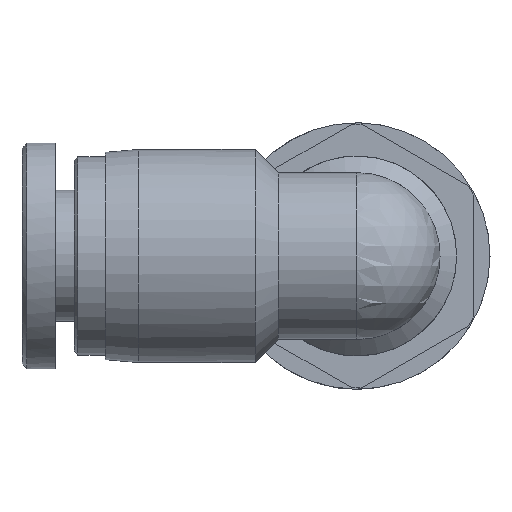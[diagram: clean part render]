
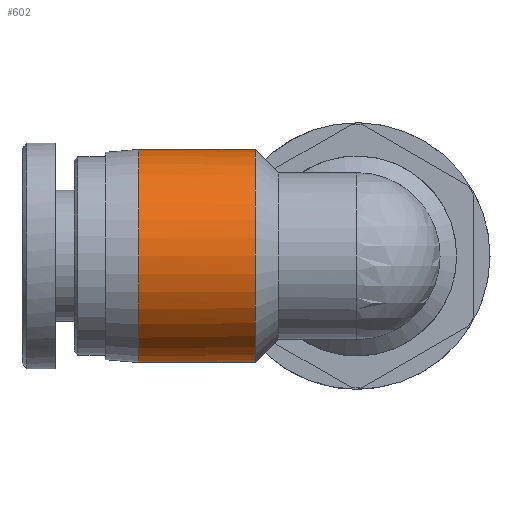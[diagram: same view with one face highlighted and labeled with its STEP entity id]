
A CAD part, left-side view. The second image highlights one B-rep face of the part: STEP entity #602.
In plain terms, the highlighted cylindrical face has radius 6.4 mm (diameter 12.8 mm), a full revolution.
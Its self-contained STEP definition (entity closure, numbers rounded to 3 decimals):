
#159=CARTESIAN_POINT('',(6.1,-6.38,-0.5));
#160=VERTEX_POINT('',#159);
#167=CARTESIAN_POINT('',(8.,-6.38,-0.5));
#168=VERTEX_POINT('',#167);
#169=CARTESIAN_POINT('',(8.,-6.38,-0.5));
#170=DIRECTION('',(-1.0,0.0,0.0));
#171=VECTOR('',#170,1.9);
#172=LINE('',#169,#171);
#173=EDGE_CURVE('',#168,#160,#172,.T.);
#238=CARTESIAN_POINT('',(8.,-6.38,0.5));
#239=VERTEX_POINT('',#238);
#240=CARTESIAN_POINT('',(8.,-6.4,0.0));
#241=VERTEX_POINT('',#240);
#242=CARTESIAN_POINT('',(8.,0.,0.0));
#243=DIRECTION('',(1.0,0.0,0.0));
#244=DIRECTION('',(0.0,1.0,0.0));
#245=AXIS2_PLACEMENT_3D('',#242,#243,#244);
#246=CIRCLE('',#245,6.4);
#247=EDGE_CURVE('',#239,#241,#246,.T.);
#271=CARTESIAN_POINT('',(8.,0.,0.0));
#272=DIRECTION('',(1.0,0.0,0.0));
#273=DIRECTION('',(0.0,1.0,0.0));
#274=AXIS2_PLACEMENT_3D('',#271,#272,#273);
#275=CIRCLE('',#274,6.4);
#276=EDGE_CURVE('',#241,#168,#275,.T.);
#345=CARTESIAN_POINT('',(6.1,-6.38,0.5));
#346=VERTEX_POINT('',#345);
#347=CARTESIAN_POINT('',(6.1,-6.38,0.5));
#348=DIRECTION('',(1.0,0.0,0.0));
#349=VECTOR('',#348,1.9);
#350=LINE('',#347,#349);
#351=EDGE_CURVE('',#346,#239,#350,.T.);
#539=CARTESIAN_POINT('',(6.1,0.,0.0));
#540=DIRECTION('',(1.0,0.0,0.0));
#541=DIRECTION('',(0.0,1.0,0.0));
#542=AXIS2_PLACEMENT_3D('',#539,#540,#541);
#543=CIRCLE('',#542,6.4);
#544=EDGE_CURVE('',#160,#346,#543,.T.);
#579=CARTESIAN_POINT('',(9.6,0.,0.0));
#580=DIRECTION('',(1.0,0.0,0.0));
#581=DIRECTION('',(0.0,1.0,0.0));
#582=AXIS2_PLACEMENT_3D('',#579,#580,#581);
#583=CYLINDRICAL_SURFACE('',#582,6.4);
#584=ORIENTED_EDGE('',*,*,#173,.T.);
#585=ORIENTED_EDGE('',*,*,#544,.T.);
#586=ORIENTED_EDGE('',*,*,#351,.T.);
#587=ORIENTED_EDGE('',*,*,#247,.T.);
#588=ORIENTED_EDGE('',*,*,#276,.T.);
#589=EDGE_LOOP('',(#584,#585,#586,#587,#588));
#590=FACE_OUTER_BOUND('',#589,.T.);
#591=CARTESIAN_POINT('',(13.1,6.4,0.0));
#592=VERTEX_POINT('',#591);
#593=CARTESIAN_POINT('',(13.1,0.,0.0));
#594=DIRECTION('',(1.0,0.0,0.0));
#595=DIRECTION('',(0.0,1.0,0.0));
#596=AXIS2_PLACEMENT_3D('',#593,#594,#595);
#597=CIRCLE('',#596,6.4);
#598=EDGE_CURVE('',#592,#592,#597,.T.);
#599=ORIENTED_EDGE('',*,*,#598,.F.);
#600=EDGE_LOOP('',(#599));
#601=FACE_BOUND('',#600,.T.);
#602=ADVANCED_FACE('',(#590,#601),#583,.T.);
